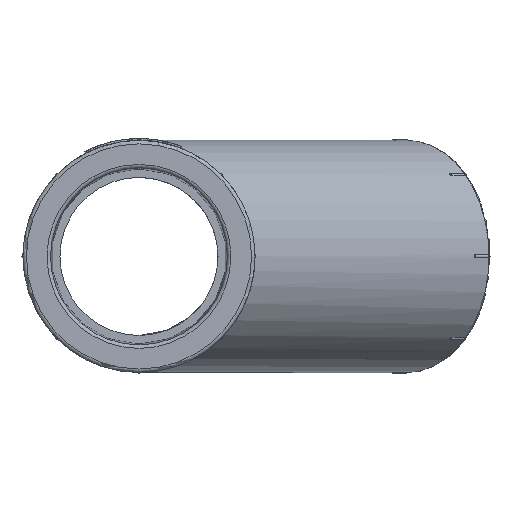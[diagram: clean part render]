
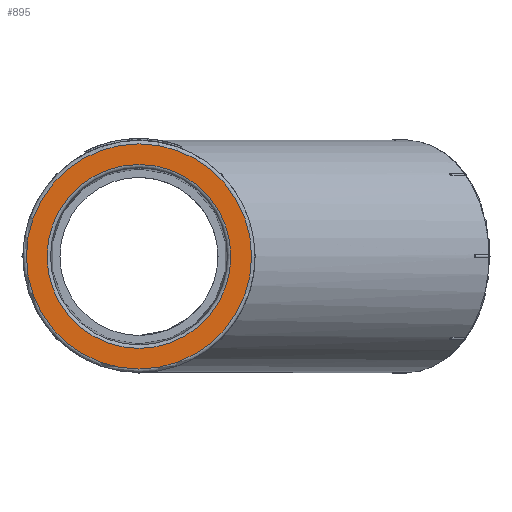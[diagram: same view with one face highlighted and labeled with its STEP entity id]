
A CAD part, front view. The second image highlights one B-rep face of the part: STEP entity #895.
In plain terms, the highlighted planar face has unit normal (0, -1, 0).
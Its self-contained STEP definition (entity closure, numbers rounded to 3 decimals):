
#198=FACE_BOUND('',#1579,.T.);
#199=FACE_BOUND('',#1580,.T.);
#895=ADVANCED_FACE('',(#198,#199),#1106,.T.);
#1106=PLANE('',#5532);
#1579=EDGE_LOOP('',(#2806));
#1580=EDGE_LOOP('',(#2807));
#1821=CIRCLE('',#5529,13.146);
#1822=CIRCLE('',#5531,16.1);
#2806=ORIENTED_EDGE('',*,*,#4505,.T.);
#2807=ORIENTED_EDGE('',*,*,#4504,.F.);
#3829=VERTEX_POINT('',#11811);
#3830=VERTEX_POINT('',#11814);
#4504=EDGE_CURVE('',#3829,#3829,#1821,.T.);
#4505=EDGE_CURVE('',#3830,#3830,#1822,.T.);
#5529=AXIS2_PLACEMENT_3D('',#11810,#6463,#6464);
#5531=AXIS2_PLACEMENT_3D('',#11813,#6467,#6468);
#5532=AXIS2_PLACEMENT_3D('',#11815,#6469,#6470);
#6463=DIRECTION('',(0.,-1.,0.));
#6464=DIRECTION('',(0.,0.,-1.));
#6467=DIRECTION('',(0.,-1.,0.));
#6468=DIRECTION('',(0.,0.,-1.));
#6469=DIRECTION('',(0.,-1.,0.));
#6470=DIRECTION('',(0.,0.,-1.));
#11810=CARTESIAN_POINT('',(1371.668,933.858,0.));
#11811=CARTESIAN_POINT('',(1371.668,933.858,-13.146));
#11813=CARTESIAN_POINT('',(1371.668,933.858,0.));
#11814=CARTESIAN_POINT('',(1371.668,933.858,-16.1));
#11815=CARTESIAN_POINT('',(1358.521,933.858,0.));
